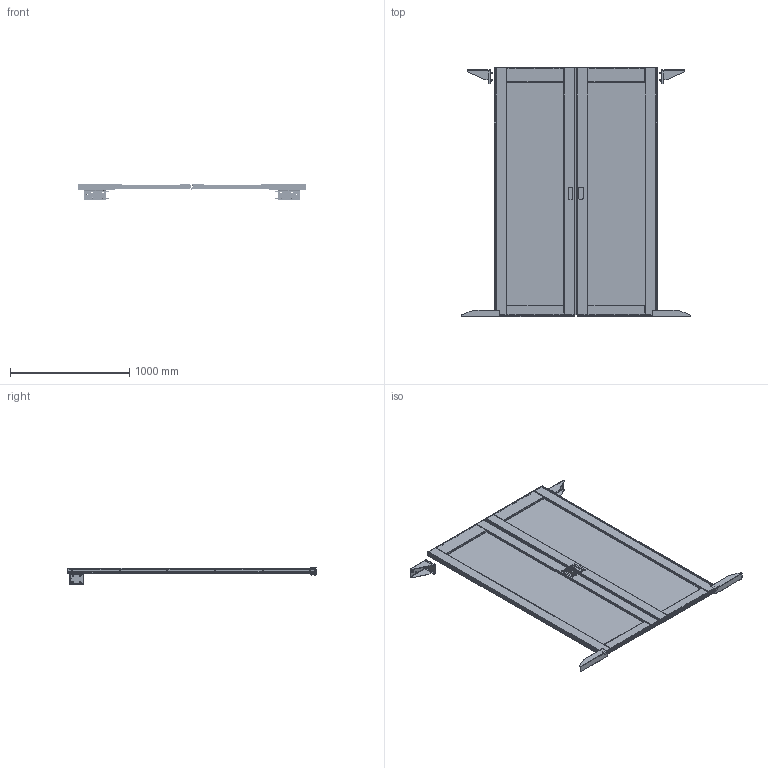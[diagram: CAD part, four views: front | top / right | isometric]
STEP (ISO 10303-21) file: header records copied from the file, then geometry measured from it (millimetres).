
FILE_DESCRIPTION (( 'STEP AP203' ), '1' );
FILE_NAME ('ITK DATAROW Äâåðü ðàçäâ. 42U 600 ÷åð. (2øò êîìïë).STEP', '2024-12-18T11:10:28', ( '' ), ( '' ), 'SwSTEP 2.0', 'SolidWorks 2022', '' );
FILE_SCHEMA (( 'CONFIG_CONTROL_DESIGN' ));
Length unit declared in the file: millimetre
Products named in the file (40): Болты с шестигранной головкой (повышенной точности) ГОСТ 7805_М8х20; АГИЕ 282.10.01.001_-01; АГИЕ 282.10.02.000СБ_00.30; АГИЕ 282.10.01.002_-00.30; АГИЕ 282.10.00.002_-01; Копия Уплотнитель 7205-145___^АГИЕ 282.10.10.000СБ; АГИЕ 282.10.00.003_-01.30; АГИЕ 282.10.00.006_00; АГИЕ 282.10.00.003_-01; Гайка DIN 934_М 6; АГИЕ 282.10.02.000СБ_00; Гайка DIN 934_М 8; АГИЕ 282.10.01.002_-01; АГИЕ 282.10.01.100СБ_-01; АГИЕ 282.10.00.003_00.30; Болты с шестигранной головкой (повышенной точности) ГОСТ 7805_М6х16; АГИЕ 282.10.01.100СБ_00; Заклепка вытяжная BRALO стандартный бортик ст_ст_4,0x6x8,0арт.01210 00 4006(2,0); ITK DATAROW Дверь раздв. 42U 600 чер. (2шт компл); АГИЕ 282.10.01.003; АГИЕ 282.10.00.001_00; АГИЕ 282.10.00.007_00; АГИЕ 282.10.01.002_00; АГИЕ 282.10.01.000СБ_-00.30 ; АГИЕ 282.10.00.003_00; АГИЕ 282.10.10.000СБ_-00.30; АГИЕ 282.10.01.001_00; АГИЕ 282.10.00.004; Заклепка вытяжная BRALO стандартный бортик ст_ст_-; АГИЕ 282.10.00.002_00; АГИЕ 282.10.10.000СБ_00; Болты с шестигранной головкой (повышенной точности) ГОСТ 7805_М5х12; АГИЕ 282.10.00.004_-01; АГИЕ 282.10.01.000СБ_00; АГИЕ 282.10.00.008_00; АГИЕ 282.10.01.004_-01; Гайка DIN 934_М 5; АГИЕ 282.10.01.002_-01.30; АГИЕ 282.10.01.004_00; Копия Нейлоновая полосовая щетка Mebax 11х4x4х2500 00-00001508^АГИЕ 282.10.10.000СБ_00
Assembly tree (182 placements, depth 5):
  ITK DATAROW Дверь раздв. 42U 600 чер. (2шт компл)
    АГИЕ 282.10.00.004
    АГИЕ 282.10.00.004_-01
    АГИЕ 282.10.00.006_00  x2
    АГИЕ 282.10.10.000СБ_00
      АГИЕ 282.10.01.000СБ_00
        АГИЕ 282.10.01.002_00
        АГИЕ 282.10.01.002_-01
        АГИЕ 282.10.01.100СБ_-01
          АГИЕ 282.10.01.001_-01
          АГИЕ 282.10.01.004_-01  x2
          АГИЕ 282.10.01.004_00  x2
        АГИЕ 282.10.01.100СБ_00
          АГИЕ 282.10.01.001_00
          АГИЕ 282.10.01.004_-01  x2
          АГИЕ 282.10.01.004_00  x2
        АГИЕ 282.10.01.003
      АГИЕ 282.10.00.001_00
      АГИЕ 282.10.00.002_00
      АГИЕ 282.10.00.002_-01
      АГИЕ 282.10.00.003_-01
      АГИЕ 282.10.02.000СБ_00
        АГИЕ 282.10.01.003
        АГИЕ 282.10.00.003_00
      Заклепка вытяжная BRALO стандартный бортик ст_ст_4,0x6x8,0арт.01210 00 4006(2,0)  x36
      АГИЕ 282.10.00.007_00
      АГИЕ 282.10.00.008_00
      Заклепка вытяжная BRALO стандартный бортик ст_ст_-  x6
      Копия Нейлоновая полосовая щетка Mebax 11х4x4х2500 00-00001508^АГИЕ 282.10.10.000СБ_00
      Копия Уплотнитель 7205-145___^АГИЕ 282.10.10.000СБ
    АГИЕ 282.10.10.000СБ_-00.30
      АГИЕ 282.10.01.000СБ_-00.30 
        АГИЕ 282.10.01.002_-00.30
        АГИЕ 282.10.01.002_-01.30
        АГИЕ 282.10.01.100СБ_00
          АГИЕ 282.10.01.001_00
          АГИЕ 282.10.01.004_-01  x2
          АГИЕ 282.10.01.004_00  x2
        АГИЕ 282.10.01.100СБ_-01
          АГИЕ 282.10.01.001_-01
          АГИЕ 282.10.01.004_-01  x2
          АГИЕ 282.10.01.004_00  x2
        АГИЕ 282.10.01.003
      АГИЕ 282.10.00.001_00
      АГИЕ 282.10.00.002_-01
      АГИЕ 282.10.00.002_00
      АГИЕ 282.10.00.003_-01.30
      АГИЕ 282.10.02.000СБ_00.30
        АГИЕ 282.10.01.003
        АГИЕ 282.10.00.003_00.30
      Заклепка вытяжная BRALO стандартный бортик ст_ст_4,0x6x8,0арт.01210 00 4006(2,0)  x36
      АГИЕ 282.10.00.007_00
      АГИЕ 282.10.00.008_00
      Заклепка вытяжная BRALO стандартный бортик ст_ст_-  x6
      Копия Уплотнитель 7205-145___^АГИЕ 282.10.10.000СБ
      Копия Нейлоновая полосовая щетка Mebax 11х4x4х2500 00-00001508^АГИЕ 282.10.10.000СБ_00
    Болты с шестигранной головкой (повышенной точности) ГОСТ 7805_М8х20  x8
    Гайка DIN 934_М 8  x8
    Болты с шестигранной головкой (повышенной точности) ГОСТ 7805_М6х16  x8
    Гайка DIN 934_М 6  x8
Bounding box: 1918 x 2095.55 x 141 mm (x, y, z)
Volume: 13044946.7 mm3; surface area: 12293393.2 mm2
Topology: 268 solids, 268 shells, 5387 faces, 12550 edges, 7636 vertices
Faces by surface type: plane 2607, cylinder 1528, cone 792, torus 384, bspline 76
Entity records: 62965 total; most frequent: CARTESIAN_POINT 10923, DIRECTION 9427, ORIENTED_EDGE 8778, EDGE_CURVE 4389, AXIS2_PLACEMENT_3D 3282, LINE 2863, VECTOR 2863, VERTEX_POINT 2718
